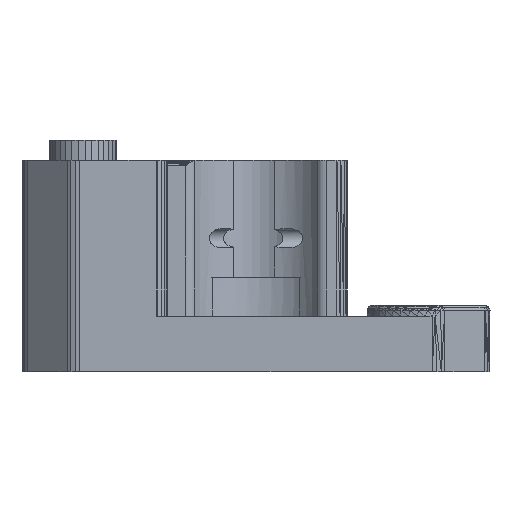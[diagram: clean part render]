
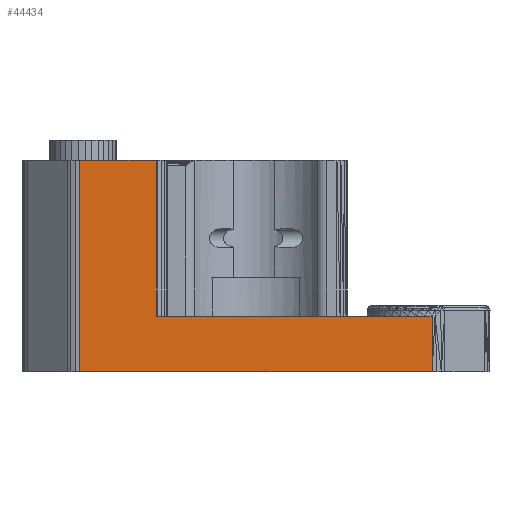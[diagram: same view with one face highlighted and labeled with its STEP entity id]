
A CAD part, front view. The second image highlights one B-rep face of the part: STEP entity #44434.
In plain terms, the highlighted planar face has unit normal (0, -1, 0).
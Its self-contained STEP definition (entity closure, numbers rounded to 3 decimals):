
#606=PLANE('',#48074);
#3825=LINE('',#65043,#9870);
#3939=LINE('',#65275,#9984);
#4317=LINE('',#66027,#10362);
#5114=LINE('',#67618,#11159);
#5115=LINE('',#67620,#11160);
#5116=LINE('',#67621,#11161);
#5117=LINE('',#67622,#11162);
#9870=VECTOR('',#51491,1000.);
#9984=VECTOR('',#51613,1000.);
#10362=VECTOR('',#52265,1000.);
#11159=VECTOR('',#53842,1000.);
#11160=VECTOR('',#53843,1000.);
#11161=VECTOR('',#53844,1000.);
#11162=VECTOR('',#53845,1000.);
#16346=FACE_OUTER_BOUND('',#19984,.T.);
#19984=EDGE_LOOP('',(#34136,#34137,#34138,#34139,#34140,#34141,#34142));
#23215=VERTEX_POINT('',#65040);
#23216=VERTEX_POINT('',#65042);
#23329=VERTEX_POINT('',#65272);
#23330=VERTEX_POINT('',#65274);
#23566=VERTEX_POINT('',#66024);
#23567=VERTEX_POINT('',#66026);
#23972=VERTEX_POINT('',#67619);
#25764=EDGE_CURVE('',#23216,#23215,#3825,.T.);
#25880=EDGE_CURVE('',#23330,#23329,#3939,.T.);
#26260=EDGE_CURVE('',#23567,#23566,#4317,.T.);
#27060=EDGE_CURVE('',#23566,#23216,#5114,.T.);
#27061=EDGE_CURVE('',#23215,#23972,#5115,.T.);
#27062=EDGE_CURVE('',#23972,#23330,#5116,.T.);
#27063=EDGE_CURVE('',#23329,#23567,#5117,.T.);
#34136=ORIENTED_EDGE('',*,*,#26260,.T.);
#34137=ORIENTED_EDGE('',*,*,#27060,.T.);
#34138=ORIENTED_EDGE('',*,*,#25764,.T.);
#34139=ORIENTED_EDGE('',*,*,#27061,.T.);
#34140=ORIENTED_EDGE('',*,*,#27062,.T.);
#34141=ORIENTED_EDGE('',*,*,#25880,.T.);
#34142=ORIENTED_EDGE('',*,*,#27063,.T.);
#44434=ADVANCED_FACE('',(#16346),#606,.T.);
#48074=AXIS2_PLACEMENT_3D('',#67617,#53840,#53841);
#51491=DIRECTION('',(1.,0.,0.));
#51613=DIRECTION('',(-1.,0.,0.));
#52265=DIRECTION('',(-1.,0.,0.));
#53840=DIRECTION('center_axis',(0.,-1.,0.));
#53841=DIRECTION('ref_axis',(0.,0.,1.));
#53842=DIRECTION('',(0.,0.,-1.));
#53843=DIRECTION('',(0.,0.,1.));
#53844=DIRECTION('',(-1.,0.,0.));
#53845=DIRECTION('',(0.,0.,1.));
#65040=CARTESIAN_POINT('',(36.698,-33.039,0.));
#65042=CARTESIAN_POINT('',(5.07,-33.039,0.));
#65043=CARTESIAN_POINT('',(5.07,-33.039,0.));
#65272=CARTESIAN_POINT('',(11.922,-33.039,5.));
#65274=CARTESIAN_POINT('',(36.07,-33.039,5.));
#65275=CARTESIAN_POINT('',(36.07,-33.039,5.));
#66024=CARTESIAN_POINT('',(5.07,-33.039,19.));
#66026=CARTESIAN_POINT('',(11.922,-33.039,19.));
#66027=CARTESIAN_POINT('',(11.922,-33.039,19.));
#67617=CARTESIAN_POINT('Origin',(20.884,-33.039,0.));
#67618=CARTESIAN_POINT('',(5.07,-33.039,0.));
#67619=CARTESIAN_POINT('',(36.698,-33.039,5.));
#67620=CARTESIAN_POINT('',(36.698,-33.039,0.));
#67621=CARTESIAN_POINT('',(36.698,-33.039,5.));
#67622=CARTESIAN_POINT('',(11.922,-33.039,5.));
